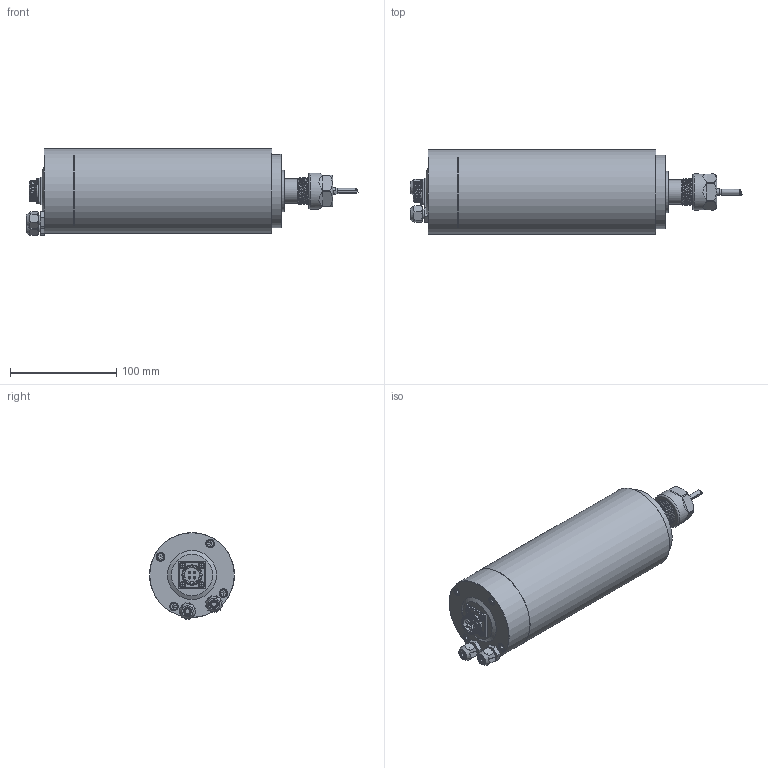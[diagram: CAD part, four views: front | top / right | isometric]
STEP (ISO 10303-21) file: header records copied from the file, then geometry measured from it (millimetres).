
FILE_DESCRIPTION(/* description */ (''),/* implementation_level */ '2;1');
FILE_NAME(/* name */ 'Шпиндель Ø80_2.2Kw.stp',/* time_stamp */ '2017-07-21T07:34:13+03:00',/* author */ ('Александр'),/* organization */ (''),/* preprocessor_version */ 'ST-DEVELOPER v16.1',/* originating_system */ 'Autodesk Inventor 2016',/* authorisation */ '');
FILE_SCHEMA (('AUTOMOTIVE_DESIGN { 1 0 10303 214 3 1 1 }'));
Length unit declared in the file: millimetre
Products named in the file (12): Шпиндель Ø80_2.2Kw; цанга ER20 6mm; Гайка ER20; фреза-01-01; DIN 912 - M4 x 0,7 x 10 x 8,25; штуцер; гайка \X2\044804420443044604350440
; Штуцер_1; Прокладка \X2\04400430
; штекер \X2\044004300437044A0435
; винт M3 x 12; Шпиндель Ø80_2.2Kw
_1
Assembly tree (26 placements, depth 3):
  Шпиндель Ø80_2.2Kw
_1
    Шпиндель Ø80_2.2Kw
    цанга ER20 6mm
    Гайка ER20
    фреза-01-01
    DIN 912 - M4 x 0,7 x 10 x 8,25  x12
    Штуцер_1  x2
      штуцер
      гайка \X2\044804420443044604350440

    Прокладка \X2\04400430

    штекер \X2\044004300437044A0435

    винт M3 x 12  x4
Bounding box: 312.57 x 80 x 81.82 mm (x, y, z)
Volume: 1137335.7 mm3; surface area: 106581.6 mm2
Topology: 26 solids, 26 shells, 901 faces, 2249 edges, 1459 vertices
Faces by surface type: plane 379, cone 192, cylinder 190, torus 112, bspline 20, sphere 8
Full cylindrical faces by diameter (mm): 1.8 x4, 2.459 x4, 2.5 x8, 2.729 x4, 3 x8, 3.2 x4, 3.242 x14, 4 x16, 4.3 x2, 5.71 x2, 6 x4, 6.25 x2, 7 x12, 7.2 x4, 7.21 x2, 7.7 x8, 7.95 x2, 8.4 x2, 9.21 x2, 11 x12, 14.1 x1, 14.463 x1, 17 x1, 17.5 x1, 18 x1, 18.9 x7, 20 x1, 23 x1, 23.6 x1, 25 x1
Entity records: 25411 total; most frequent: CARTESIAN_POINT 11782, DIRECTION 2669, ORIENTED_EDGE 2508, EDGE_CURVE 1254, AXIS2_PLACEMENT_3D 1139, VERTEX_POINT 904, EDGE_LOOP 806, FACE_OUTER_BOUND 575
